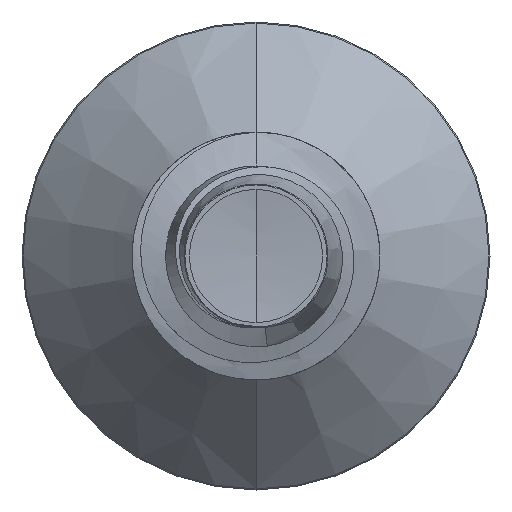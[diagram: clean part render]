
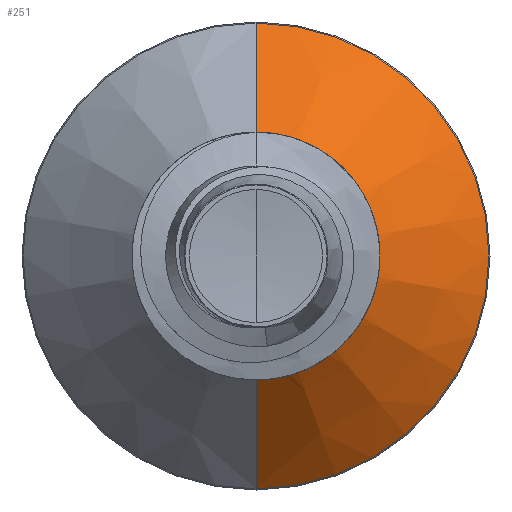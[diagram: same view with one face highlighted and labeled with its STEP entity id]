
A CAD part, front view. The second image highlights one B-rep face of the part: STEP entity #251.
In plain terms, the highlighted conical face has half-angle 45 degrees and reference radius 0.724 mm.
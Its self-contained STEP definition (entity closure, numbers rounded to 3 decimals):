
#73 = CARTESIAN_POINT ( 'NONE',  ( 0., 5.174, 0. ) ) ;
#251 = ADVANCED_FACE ( 'NONE', ( #12459 ), #12096, .T. ) ;
#407 = VERTEX_POINT ( 'NONE', #8368 ) ;
#514 = CARTESIAN_POINT ( 'NONE',  ( 0., 6.142, -1.692 ) ) ;
#751 = EDGE_LOOP ( 'NONE', ( #4344, #7098, #6007, #1968 ) ) ;
#1097 = LINE ( 'NONE', #3466, #10086 ) ;
#1227 = DIRECTION ( 'NONE',  ( 0., 0., 1. ) ) ;
#1464 = CIRCLE ( 'NONE', #6833, 1.692 ) ;
#1643 = LINE ( 'NONE', #14418, #13353 ) ;
#1968 = ORIENTED_EDGE ( 'NONE', *, *, #12015, .F. ) ;
#2153 = VERTEX_POINT ( 'NONE', #2276 ) ;
#2276 = CARTESIAN_POINT ( 'NONE',  ( 0., 5.174, 0.724 ) ) ;
#3466 = CARTESIAN_POINT ( 'NONE',  ( 0., 5.174, -0.724 ) ) ;
#3966 = VERTEX_POINT ( 'NONE', #514 ) ;
#4344 = ORIENTED_EDGE ( 'NONE', *, *, #12780, .T. ) ;
#4484 = DIRECTION ( 'NONE',  ( 0., 1., 0. ) ) ;
#4543 = DIRECTION ( 'NONE',  ( 0., 0., 1. ) ) ;
#4655 = CARTESIAN_POINT ( 'NONE',  ( 0., 5.174, 0. ) ) ;
#5762 = DIRECTION ( 'NONE',  ( 0., 1., 0. ) ) ;
#6007 = ORIENTED_EDGE ( 'NONE', *, *, #14591, .F. ) ;
#6115 = AXIS2_PLACEMENT_3D ( 'NONE', #4655, #4484, #4543 ) ;
#6363 = AXIS2_PLACEMENT_3D ( 'NONE', #73, #8006, #1227 ) ;
#6833 = AXIS2_PLACEMENT_3D ( 'NONE', #12485, #5762, #13636 ) ;
#7098 = ORIENTED_EDGE ( 'NONE', *, *, #14716, .T. ) ;
#7977 = DIRECTION ( 'NONE',  ( 0., 0.707, -0.707 ) ) ;
#8006 = DIRECTION ( 'NONE',  ( 0., 1., 0. ) ) ;
#8368 = CARTESIAN_POINT ( 'NONE',  ( 0., 6.142, 1.692 ) ) ;
#10086 = VECTOR ( 'NONE', #7977, 1000. ) ;
#11699 = CARTESIAN_POINT ( 'NONE',  ( 0., 5.174, -0.724 ) ) ;
#11900 = CIRCLE ( 'NONE', #6363, 0.724 ) ;
#12015 = EDGE_CURVE ( 'NONE', #2153, #407, #1643, .T. ) ;
#12096 = CONICAL_SURFACE ( 'NONE', #6115, 0.724, 0.785 ) ;
#12459 = FACE_OUTER_BOUND ( 'NONE', #751, .T. ) ;
#12485 = CARTESIAN_POINT ( 'NONE',  ( 0., 6.142, 0. ) ) ;
#12780 = EDGE_CURVE ( 'NONE', #2153, #13549, #11900, .T. ) ;
#13353 = VECTOR ( 'NONE', #14471, 1000. ) ;
#13549 = VERTEX_POINT ( 'NONE', #11699 ) ;
#13636 = DIRECTION ( 'NONE',  ( 0., 0., 1. ) ) ;
#14418 = CARTESIAN_POINT ( 'NONE',  ( 0., 5.174, 0.724 ) ) ;
#14471 = DIRECTION ( 'NONE',  ( 0., 0.707, 0.707 ) ) ;
#14591 = EDGE_CURVE ( 'NONE', #407, #3966, #1464, .T. ) ;
#14716 = EDGE_CURVE ( 'NONE', #13549, #3966, #1097, .T. ) ;
